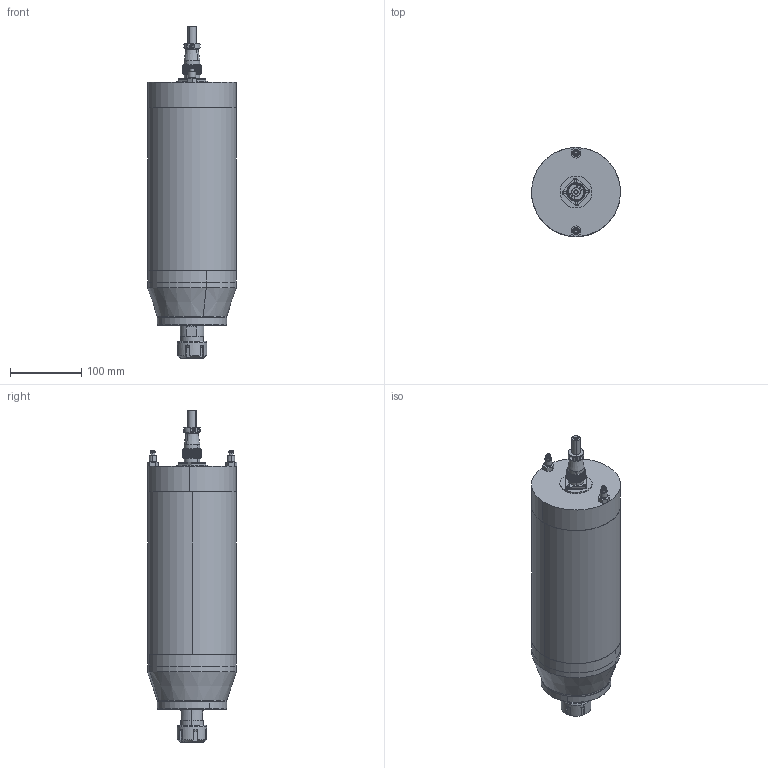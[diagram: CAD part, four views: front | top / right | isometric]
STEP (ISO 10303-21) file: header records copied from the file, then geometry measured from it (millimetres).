
FILE_DESCRIPTION (( 'STEP AP214' ), '1' );
FILE_NAME ('GDK125-18-24Z-5.5赽粟芛.STEP', '2025-04-21T09:57:38', ( '00' ), ( '' ), 'SwSTEP 2.0', 'SolidWorks 2018', '' );
FILE_SCHEMA (( 'AUTOMOTIVE_DESIGN' ));
Length unit declared in the file: millimetre
Products named in the file (13): GDK125-12-24Z-4.0-8.0滅鳥欶; WS20瑤脣芛; WS20瑤脣釱; GDK125-18-24Z-5.5赽粟芛; GDK125-12-24Z-4.0-8.0堤盄釱; GBT823_M3℅10; GDK125-12-24Z-4.0-8.0粣芛; ER25-6 粟俶芠標; GDK125-12-24Z-4.0-8.0儂褲223; ER25蹟簽; WS20瑤脣; 阨郲30.5ㄗM10ㄘ_1; GDK125-12-24Z-4.0-8.0粣創釱
Assembly tree (14 placements, depth 3):
  GDK125-18-24Z-5.5赽粟芛
    GDK125-12-24Z-4.0-8.0儂褲223
    GDK125-12-24Z-4.0-8.0堤盄釱
    GDK125-12-24Z-4.0-8.0粣創釱
    GDK125-12-24Z-4.0-8.0滅鳥欶
    GDK125-12-24Z-4.0-8.0粣芛
    ER25-6 粟俶芠標
    ER25蹟簽
    阨郲30.5ㄗM10ㄘ_1  x2
    WS20瑤脣
      WS20瑤脣釱
      WS20瑤脣芛
      GBT823_M3℅10  x2
Bounding box: 125 x 126.17 x 466.52 mm (x, y, z)
Volume: 4094915.7 mm3; surface area: 296518.7 mm2
Topology: 19 solids, 20 shells, 3251 faces, 8053 edges, 5316 vertices
Faces by surface type: plane 1338, cone 1039, cylinder 836, torus 22, bspline 9, sphere 7
Entity records: 135164 total; most frequent: CARTESIAN_POINT 24937, ORIENTED_EDGE 15812, DIRECTION 14852, EDGE_CURVE 7906, AXIS2_PLACEMENT_3D 6022, VERTEX_POINT 5239, EDGE_LOOP 3751, UNCERTAINTY_MEASURE_WITH_UNIT 3239
